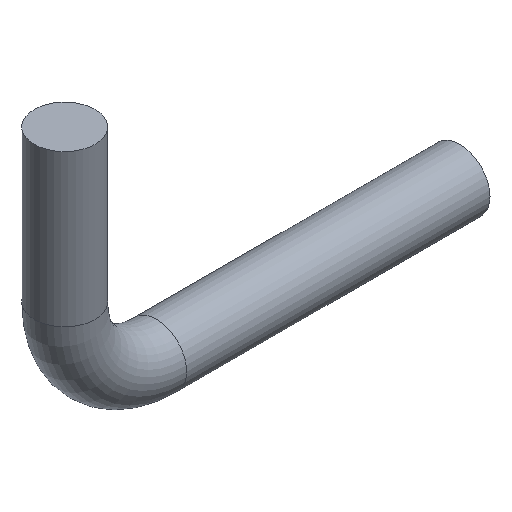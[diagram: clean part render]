
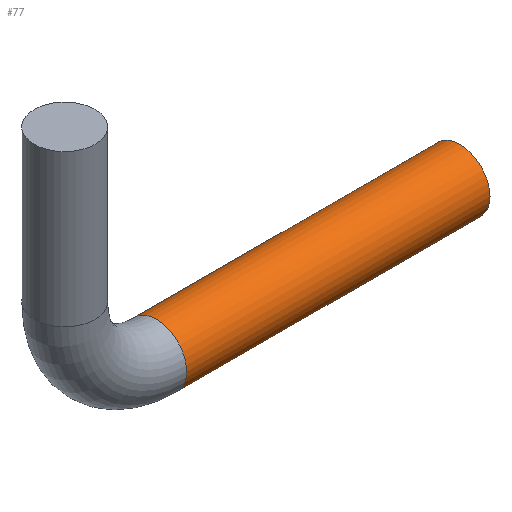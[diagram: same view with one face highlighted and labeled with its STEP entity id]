
A CAD part, isometric view. The second image highlights one B-rep face of the part: STEP entity #77.
In plain terms, the highlighted cylindrical face has radius 2.5 mm (diameter 5 mm), a full revolution.
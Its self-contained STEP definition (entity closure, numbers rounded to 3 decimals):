
#21=FACE_OUTER_BOUND('',#26,.T.);
#26=EDGE_LOOP('',(#66,#67,#68,#69,#70));
#29=LINE('',#151,#31);
#31=VECTOR('',#128,2.5);
#36=CIRCLE('',#100,2.5);
#37=CIRCLE('',#101,2.5);
#38=CIRCLE('',#103,2.5);
#42=VERTEX_POINT('',#144);
#43=VERTEX_POINT('',#146);
#44=VERTEX_POINT('',#150);
#50=EDGE_CURVE('',#42,#43,#36,.T.);
#51=EDGE_CURVE('',#43,#42,#37,.T.);
#52=EDGE_CURVE('',#43,#44,#29,.T.);
#53=EDGE_CURVE('',#44,#44,#38,.T.);
#66=ORIENTED_EDGE('',*,*,#51,.F.);
#67=ORIENTED_EDGE('',*,*,#52,.T.);
#68=ORIENTED_EDGE('',*,*,#53,.T.);
#69=ORIENTED_EDGE('',*,*,#52,.F.);
#70=ORIENTED_EDGE('',*,*,#50,.F.);
#73=CYLINDRICAL_SURFACE('',#102,2.5);
#77=ADVANCED_FACE('',(#21),#73,.T.);
#100=AXIS2_PLACEMENT_3D('',#147,#122,#123);
#101=AXIS2_PLACEMENT_3D('',#148,#124,#125);
#102=AXIS2_PLACEMENT_3D('',#149,#126,#127);
#103=AXIS2_PLACEMENT_3D('',#152,#129,#130);
#122=DIRECTION('center_axis',(-1.,0.,0.));
#123=DIRECTION('ref_axis',(0.,-1.,0.));
#124=DIRECTION('center_axis',(-1.,0.,0.));
#125=DIRECTION('ref_axis',(0.,-1.,0.));
#126=DIRECTION('center_axis',(-1.,0.,0.));
#127=DIRECTION('ref_axis',(0.,-1.,0.));
#128=DIRECTION('',(1.,0.,0.));
#129=DIRECTION('center_axis',(-1.,0.,0.));
#130=DIRECTION('ref_axis',(0.,-1.,0.));
#144=CARTESIAN_POINT('',(-25.,0.,2.5));
#146=CARTESIAN_POINT('',(-25.,2.5,0.));
#147=CARTESIAN_POINT('Origin',(-25.,0.,0.));
#148=CARTESIAN_POINT('Origin',(-25.,0.,0.));
#149=CARTESIAN_POINT('Origin',(0.,0.,0.));
#150=CARTESIAN_POINT('',(0.,2.5,0.));
#151=CARTESIAN_POINT('',(0.,2.5,0.));
#152=CARTESIAN_POINT('Origin',(0.,0.,0.));
